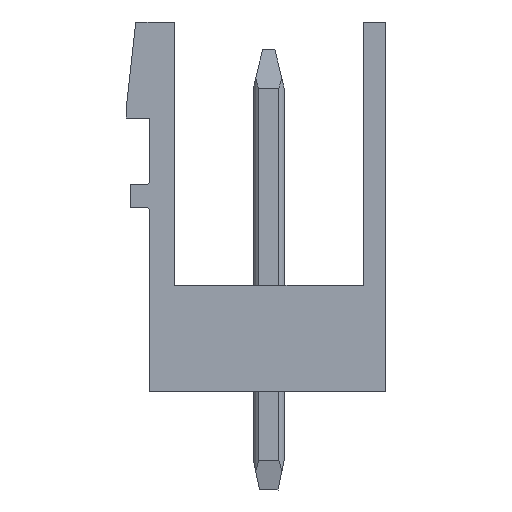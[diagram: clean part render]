
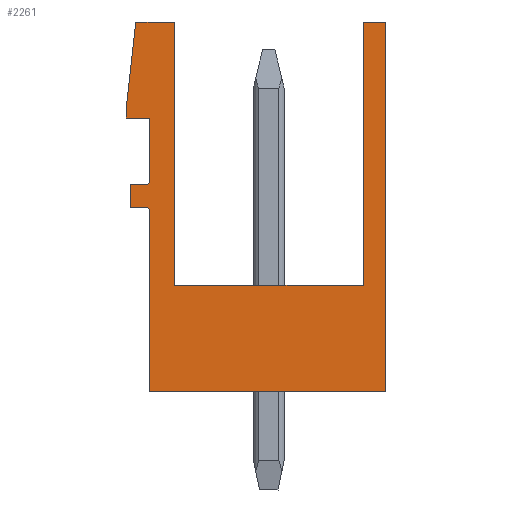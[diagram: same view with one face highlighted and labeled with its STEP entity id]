
A CAD part, left-side view. The second image highlights one B-rep face of the part: STEP entity #2261.
In plain terms, the highlighted planar face has unit normal (-1, 0, 0).
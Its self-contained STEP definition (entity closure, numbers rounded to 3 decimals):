
#1896=AXIS2_PLACEMENT_3D('Circle Axis2P3D',#1894,#1895,$) ;
#1992=AXIS2_PLACEMENT_3D('Circle Axis2P3D',#1990,#1991,$) ;
#2230=AXIS2_PLACEMENT_3D('Plane Axis2P3D',#2227,#2228,#2229) ;
#89=CARTESIAN_POINT('Vertex',(0.,6.86,6.65)) ;
#92=CARTESIAN_POINT('Line Origine',(0.,3.795,6.65)) ;
#96=CARTESIAN_POINT('Vertex',(0.,0.73,6.65)) ;
#1784=CARTESIAN_POINT('Line Origine',(0.,0.73,10.925)) ;
#1788=CARTESIAN_POINT('Vertex',(0.,0.73,15.2)) ;
#1867=CARTESIAN_POINT('Vertex',(0.,7.68,3.2)) ;
#1870=CARTESIAN_POINT('Line Origine',(0.,7.68,6.14)) ;
#1874=CARTESIAN_POINT('Vertex',(0.,7.68,9.08)) ;
#1894=CARTESIAN_POINT('Axis2P3D Location',(0.,7.78,9.08)) ;
#1898=CARTESIAN_POINT('Vertex',(0.,7.78,9.18)) ;
#1918=CARTESIAN_POINT('Line Origine',(0.,8.04,9.18)) ;
#1922=CARTESIAN_POINT('Vertex',(0.,8.3,9.18)) ;
#1942=CARTESIAN_POINT('Line Origine',(0.,8.3,9.555)) ;
#1946=CARTESIAN_POINT('Vertex',(0.,8.3,9.93)) ;
#1966=CARTESIAN_POINT('Line Origine',(0.,8.04,9.93)) ;
#1970=CARTESIAN_POINT('Vertex',(0.,7.78,9.93)) ;
#1990=CARTESIAN_POINT('Axis2P3D Location',(0.,7.78,10.03)) ;
#1994=CARTESIAN_POINT('Vertex',(0.,7.68,10.03)) ;
#2009=CARTESIAN_POINT('Line Origine',(0.,7.68,11.055)) ;
#2013=CARTESIAN_POINT('Vertex',(0.,7.68,12.08)) ;
#2033=CARTESIAN_POINT('Line Origine',(0.,8.055,12.08)) ;
#2037=CARTESIAN_POINT('Vertex',(0.,8.43,12.08)) ;
#2057=CARTESIAN_POINT('Line Origine',(0.,8.43,12.24)) ;
#2061=CARTESIAN_POINT('Vertex',(0.,8.43,12.4)) ;
#2081=CARTESIAN_POINT('Line Origine',(0.,8.275,13.8)) ;
#2085=CARTESIAN_POINT('Vertex',(0.,8.12,15.2)) ;
#2105=CARTESIAN_POINT('Line Origine',(0.,7.49,15.2)) ;
#2109=CARTESIAN_POINT('Vertex',(0.,6.86,15.2)) ;
#2124=CARTESIAN_POINT('Line Origine',(0.,0.365,15.2)) ;
#2128=CARTESIAN_POINT('Vertex',(0.,0.,15.2)) ;
#2148=CARTESIAN_POINT('Line Origine',(0.,0.,9.2)) ;
#2152=CARTESIAN_POINT('Vertex',(0.,0.,3.2)) ;
#2227=CARTESIAN_POINT('Axis2P3D Location',(0.,0.,0.)) ;
#2232=CARTESIAN_POINT('Line Origine',(0.,3.84,3.2)) ;
#2237=CARTESIAN_POINT('Line Origine',(0.,6.86,10.925)) ;
#93=DIRECTION('Vector Direction',(0.,-1.,0.)) ;
#1785=DIRECTION('Vector Direction',(0.,0.,-1.)) ;
#1871=DIRECTION('Vector Direction',(0.,0.,1.)) ;
#1895=DIRECTION('Axis2P3D Direction',(-1.,0.,0.)) ;
#1919=DIRECTION('Vector Direction',(0.,-1.,0.)) ;
#1943=DIRECTION('Vector Direction',(0.,0.,-1.)) ;
#1967=DIRECTION('Vector Direction',(0.,1.,0.)) ;
#1991=DIRECTION('Axis2P3D Direction',(-1.,0.,0.)) ;
#2010=DIRECTION('Vector Direction',(0.,0.,-1.)) ;
#2034=DIRECTION('Vector Direction',(0.,-1.,0.)) ;
#2058=DIRECTION('Vector Direction',(0.,0.,-1.)) ;
#2082=DIRECTION('Vector Direction',(0.,0.11,-0.994)) ;
#2106=DIRECTION('Vector Direction',(0.,-1.,0.)) ;
#2125=DIRECTION('Vector Direction',(0.,1.,0.)) ;
#2149=DIRECTION('Vector Direction',(0.,0.,1.)) ;
#2228=DIRECTION('Axis2P3D Direction',(-1.,0.,0.)) ;
#2229=DIRECTION('Axis2P3D XDirection',(0.,0.,1.)) ;
#2233=DIRECTION('Vector Direction',(0.,1.,0.)) ;
#2238=DIRECTION('Vector Direction',(0.,0.,1.)) ;
#94=VECTOR('Line Direction',#93,1.) ;
#1786=VECTOR('Line Direction',#1785,1.) ;
#1872=VECTOR('Line Direction',#1871,1.) ;
#1920=VECTOR('Line Direction',#1919,1.) ;
#1944=VECTOR('Line Direction',#1943,1.) ;
#1968=VECTOR('Line Direction',#1967,1.) ;
#2011=VECTOR('Line Direction',#2010,1.) ;
#2035=VECTOR('Line Direction',#2034,1.) ;
#2059=VECTOR('Line Direction',#2058,1.) ;
#2083=VECTOR('Line Direction',#2082,1.) ;
#2107=VECTOR('Line Direction',#2106,1.) ;
#2126=VECTOR('Line Direction',#2125,1.) ;
#2150=VECTOR('Line Direction',#2149,1.) ;
#2234=VECTOR('Line Direction',#2233,1.) ;
#2239=VECTOR('Line Direction',#2238,1.) ;
#2243=ORIENTED_EDGE('',*,*,#2236,.T.) ;
#2244=ORIENTED_EDGE('',*,*,#2154,.T.) ;
#2245=ORIENTED_EDGE('',*,*,#2130,.T.) ;
#2246=ORIENTED_EDGE('',*,*,#1790,.T.) ;
#2247=ORIENTED_EDGE('',*,*,#98,.T.) ;
#2248=ORIENTED_EDGE('',*,*,#2241,.T.) ;
#2249=ORIENTED_EDGE('',*,*,#2111,.T.) ;
#2250=ORIENTED_EDGE('',*,*,#2087,.T.) ;
#2251=ORIENTED_EDGE('',*,*,#2063,.T.) ;
#2252=ORIENTED_EDGE('',*,*,#2039,.T.) ;
#2253=ORIENTED_EDGE('',*,*,#2015,.T.) ;
#2254=ORIENTED_EDGE('',*,*,#1996,.T.) ;
#2255=ORIENTED_EDGE('',*,*,#1972,.T.) ;
#2256=ORIENTED_EDGE('',*,*,#1948,.T.) ;
#2257=ORIENTED_EDGE('',*,*,#1924,.T.) ;
#2258=ORIENTED_EDGE('',*,*,#1900,.T.) ;
#2259=ORIENTED_EDGE('',*,*,#1876,.T.) ;
#2261=ADVANCED_FACE('Housing',(#2260),#2231,.T.) ;
#1897=CIRCLE('generated circle',#1896,0.1) ;
#1993=CIRCLE('generated circle',#1992,0.1) ;
#98=EDGE_CURVE('',#97,#90,#95,.F.) ;
#1790=EDGE_CURVE('',#1789,#97,#1787,.T.) ;
#1876=EDGE_CURVE('',#1875,#1868,#1873,.F.) ;
#1900=EDGE_CURVE('',#1899,#1875,#1897,.F.) ;
#1924=EDGE_CURVE('',#1923,#1899,#1921,.T.) ;
#1948=EDGE_CURVE('',#1947,#1923,#1945,.T.) ;
#1972=EDGE_CURVE('',#1971,#1947,#1969,.T.) ;
#1996=EDGE_CURVE('',#1995,#1971,#1993,.F.) ;
#2015=EDGE_CURVE('',#2014,#1995,#2012,.T.) ;
#2039=EDGE_CURVE('',#2038,#2014,#2036,.T.) ;
#2063=EDGE_CURVE('',#2062,#2038,#2060,.T.) ;
#2087=EDGE_CURVE('',#2086,#2062,#2084,.T.) ;
#2111=EDGE_CURVE('',#2110,#2086,#2108,.F.) ;
#2130=EDGE_CURVE('',#2129,#1789,#2127,.T.) ;
#2154=EDGE_CURVE('',#2153,#2129,#2151,.T.) ;
#2236=EDGE_CURVE('',#1868,#2153,#2235,.F.) ;
#2241=EDGE_CURVE('',#90,#2110,#2240,.T.) ;
#2242=EDGE_LOOP('',(#2243,#2244,#2245,#2246,#2247,#2248,#2249,#2250,#2251,#2252,#2253,#2254,#2255,#2256,#2257,#2258,#2259)) ;
#2260=FACE_OUTER_BOUND('',#2242,.T.) ;
#95=LINE('Line',#92,#94) ;
#1787=LINE('Line',#1784,#1786) ;
#1873=LINE('Line',#1870,#1872) ;
#1921=LINE('Line',#1918,#1920) ;
#1945=LINE('Line',#1942,#1944) ;
#1969=LINE('Line',#1966,#1968) ;
#2012=LINE('Line',#2009,#2011) ;
#2036=LINE('Line',#2033,#2035) ;
#2060=LINE('Line',#2057,#2059) ;
#2084=LINE('Line',#2081,#2083) ;
#2108=LINE('Line',#2105,#2107) ;
#2127=LINE('Line',#2124,#2126) ;
#2151=LINE('Line',#2148,#2150) ;
#2235=LINE('Line',#2232,#2234) ;
#2240=LINE('Line',#2237,#2239) ;
#2231=PLANE('',#2230) ;
#90=VERTEX_POINT('',#89) ;
#97=VERTEX_POINT('',#96) ;
#1789=VERTEX_POINT('',#1788) ;
#1868=VERTEX_POINT('',#1867) ;
#1875=VERTEX_POINT('',#1874) ;
#1899=VERTEX_POINT('',#1898) ;
#1923=VERTEX_POINT('',#1922) ;
#1947=VERTEX_POINT('',#1946) ;
#1971=VERTEX_POINT('',#1970) ;
#1995=VERTEX_POINT('',#1994) ;
#2014=VERTEX_POINT('',#2013) ;
#2038=VERTEX_POINT('',#2037) ;
#2062=VERTEX_POINT('',#2061) ;
#2086=VERTEX_POINT('',#2085) ;
#2110=VERTEX_POINT('',#2109) ;
#2129=VERTEX_POINT('',#2128) ;
#2153=VERTEX_POINT('',#2152) ;
